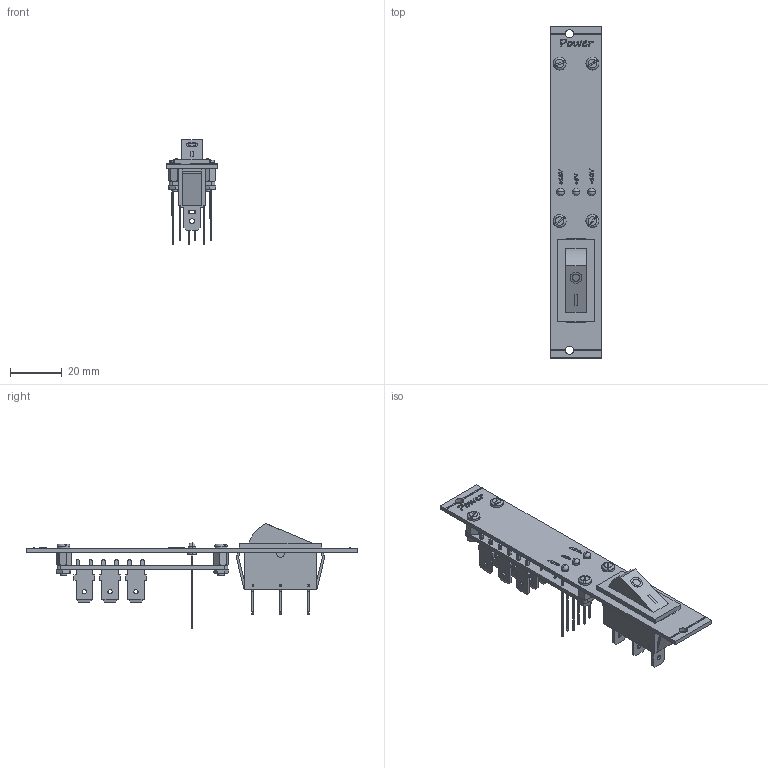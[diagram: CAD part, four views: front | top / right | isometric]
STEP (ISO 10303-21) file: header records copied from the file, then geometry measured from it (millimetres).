
FILE_DESCRIPTION (( 'STEP AP214' ), '1' );
FILE_NAME ('Power Modul Module.STEP', '2022-06-16T06:13:06', ( '' ), ( '' ), 'SwSTEP 2.0', 'SolidWorks 2020', '' );
FILE_SCHEMA (( 'AUTOMOTIVE_DESIGN' ));
Length unit declared in the file: millimetre
Products named in the file (9): LED 3mm_Gr］; Power Module Main; Power Module Front; slotted pan head screw_din_DIN EN ISO 1580 - M2.5 x 6 - 6C; Single Pole Rocker Switch; c-725964-2-d-3d; Power Modul Module; hex thin nut chamfered gradeab_din_Hexagon Thin Nut ISO 4035 - M2.5 - C; M2.5_5_male_female
Assembly tree (30 placements, depth 2):
  Power Modul Module
    Power Module Front
    slotted pan head screw_din_DIN EN ISO 1580 - M2.5 x 6 - 6C  x4
    M2.5_5_male_female  x4
    Power Module Main
    hex thin nut chamfered gradeab_din_Hexagon Thin Nut ISO 4035 - M2.5 - C  x4
    LED 3mm_Gr］  x3
    c-725964-2-d-3d  x12
    Single Pole Rocker Switch
Bounding box: 20 x 128.5 x 40.6 mm (x, y, z)
Volume: 13746.3 mm3; surface area: 16141.6 mm2
Topology: 36 solids, 36 shells, 1269 faces, 3275 edges, 2111 vertices
Faces by surface type: plane 587, bspline 311, cylinder 221, cone 136, torus 8, sphere 6
Entity records: 40905 total; most frequent: CARTESIAN_POINT 18642, ORIENTED_EDGE 4034, DIRECTION 2593, EDGE_CURVE 2017, VERTEX_POINT 1330, VECTOR 1023, LINE 1023, EDGE_LOOP 895
